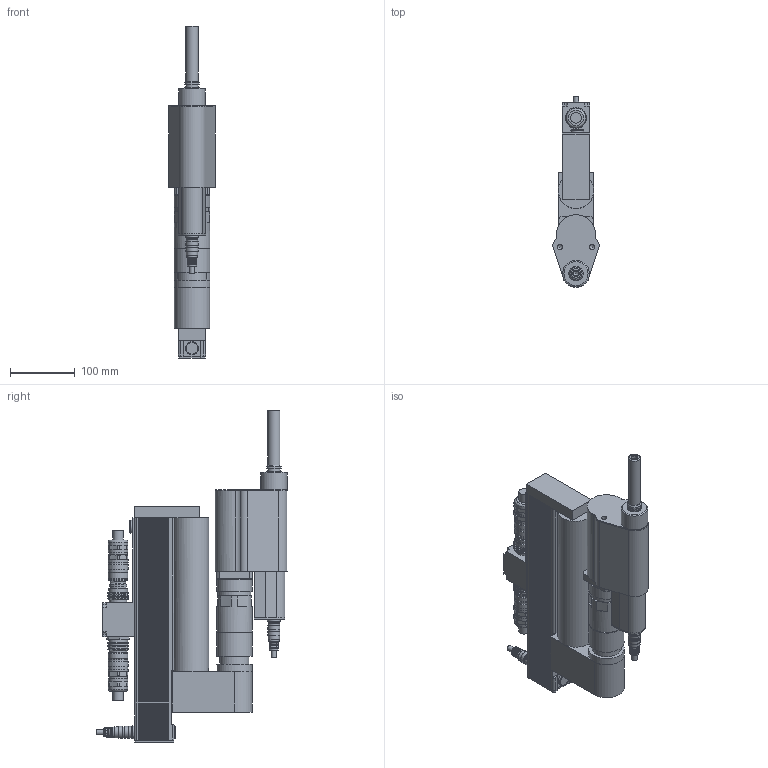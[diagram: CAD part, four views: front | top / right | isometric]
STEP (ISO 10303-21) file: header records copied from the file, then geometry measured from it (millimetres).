
FILE_DESCRIPTION((''),'2;1');
FILE_NAME('947535A6.stp','2011-03-25T14:26:50',('e4c32'),(''),'Autodesk Inventor 11','Autodesk Inventor 11','');
FILE_SCHEMA(('AUTOMOTIVE_DESIGN { 1 0 10303 214 1 1 1 1 }'));
Length unit declared in the file: millimetre
Products named in the file (6): 947535A6_IAM_001; 2VKXB_IPT_001.ipt_versetzter Abtrieb; 1BUTS-XA_IPT_001.ipt_Motor und Getriebe; 961089-002_IPT_002.ipt_Stecker gerade; 961104-005_IPT_002.ipt_Stecker gerade; 961104-005_IPT_001.ipt_Stecker gerade
Assembly tree (6 placements, depth 2):
  947535A6_IAM_001
    2VKXB_IPT_001.ipt_versetzter Abtrieb
    1BUTS-XA_IPT_001.ipt_Motor und Getriebe
    961089-002_IPT_002.ipt_Stecker gerade  x2
    961104-005_IPT_002.ipt_Stecker gerade
    961104-005_IPT_001.ipt_Stecker gerade
Bounding box: 71.73 x 294.87 x 512.9 mm (x, y, z)
Volume: 3433860.2 mm3; surface area: 321755.6 mm2
Topology: 6 solids, 6 shells, 1100 faces, 2772 edges, 1747 vertices
Faces by surface type: plane 723, cylinder 230, bspline 98, cone 37, torus 12
Full cylindrical faces by diameter (mm): 8 x2, 13.4 x2, 13.5 x1, 14 x10, 14.2 x2, 15.5 x1, 16 x6, 16.5 x2, 17.5 x1, 17.587 x4, 18 x6, 18.7 x5, 19 x1, 20 x4, 22 x2, 22.5 x1, 24 x1, 25.5 x1, 26.4 x1, 27 x1, 27.047 x1, 28 x2, 28.5 x1, 29.5 x3, 29.8 x4, 30 x4, 30.4 x2, 30.5 x3, 30.609 x1, 30.8 x4
Entity records: 30565 total; most frequent: CARTESIAN_POINT 6601, ORIENTED_EDGE 5140, DIRECTION 4580, EDGE_CURVE 2570, VERTEX_POINT 1689, VECTOR 1628, LINE 1628, AXIS2_PLACEMENT_3D 1476
